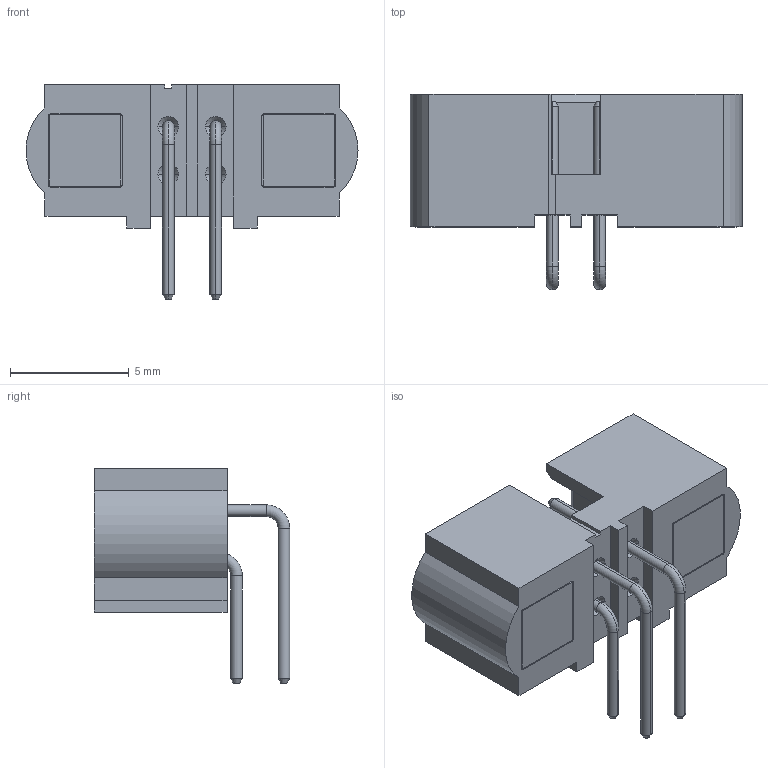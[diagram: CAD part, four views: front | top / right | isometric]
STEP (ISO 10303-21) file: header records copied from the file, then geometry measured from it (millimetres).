
FILE_DESCRIPTION((''),'2;1');
FILE_NAME('M80-5L12022MC-00-000-00-000_ASM','2009-01-30T',('wbourne'),(''),'PRO/ENGINEER BY PARAMETRIC TECHNOLOGY CORPORATION, 2007230','PRO/ENGINEER BY PARAMETRIC TECHNOLOGY CORPORATION, 2007230','');
FILE_SCHEMA(('CONFIG_CONTROL_DESIGN'));
Length unit declared in the file: millimetre
Products named in the file (5): M80-2702098_SEPARATE_ROWS; M80-530XX22_SHORT_PIN; M80-530XX22_LONG_PIN; M80-210MC00; M80-5L12022MC-00-000-00-000_ASM
Assembly tree (7 placements, depth 2):
  M80-5L12022MC-00-000-00-000_ASM
    M80-2702098_SEPARATE_ROWS
    M80-530XX22_SHORT_PIN  x2
    M80-530XX22_LONG_PIN  x2
    M80-210MC00  x2
Bounding box: 14 x 8.25 x 9.05 mm (x, y, z)
Volume: 308.4 mm3; surface area: 757 mm2
Topology: 7 solids, 7 shells, 299 faces, 749 edges, 472 vertices
Faces by surface type: plane 145, cylinder 66, cone 40, bspline 40, torus 8
Entity records: 7769 total; most frequent: CARTESIAN_POINT 3081, ORIENTED_EDGE 970, DIRECTION 922, EDGE_CURVE 485, AXIS2_PLACEMENT_3D 330, VERTEX_POINT 309, VECTOR 262, LINE 262
